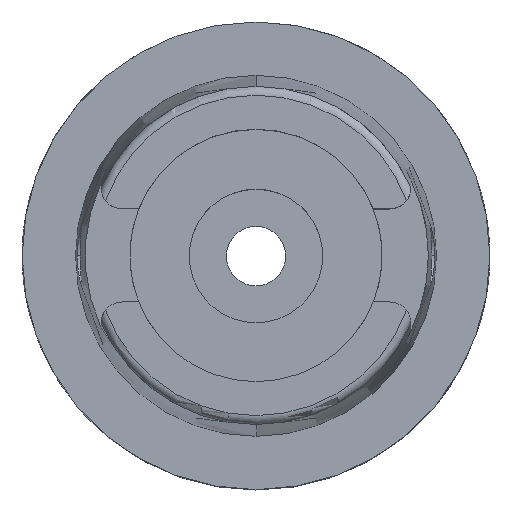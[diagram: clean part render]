
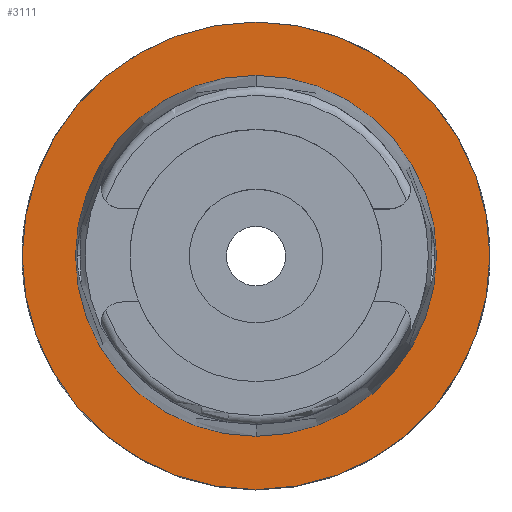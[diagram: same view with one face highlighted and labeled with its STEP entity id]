
A CAD part, top view. The second image highlights one B-rep face of the part: STEP entity #3111.
In plain terms, the highlighted planar face has unit normal (0, 0, 1).
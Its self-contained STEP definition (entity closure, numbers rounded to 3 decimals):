
#633=CARTESIAN_POINT('',(0.,0.,0.));
#634=DIRECTION('',(0.,0.,-1.));
#635=DIRECTION('',(0.,-1.,0.));
#636=AXIS2_PLACEMENT_3D('',#633,#634,#635);
#641=CARTESIAN_POINT('',(0.,0.,0.));
#642=DIRECTION('',(0.,0.,-1.));
#643=DIRECTION('',(0.,1.,0.));
#644=AXIS2_PLACEMENT_3D('',#641,#642,#643);
#649=CARTESIAN_POINT('',(0.,0.,0.));
#650=DIRECTION('',(0.,0.,1.));
#651=DIRECTION('',(0.,-1.,0.));
#652=AXIS2_PLACEMENT_3D('',#649,#650,#651);
#657=CARTESIAN_POINT('',(0.,0.,0.));
#658=DIRECTION('',(0.,0.,1.));
#659=DIRECTION('',(0.,1.,0.));
#660=AXIS2_PLACEMENT_3D('',#657,#658,#659);
#2455=CARTESIAN_POINT('',(0.,-24.315,0.));
#2456=VERTEX_POINT('',#2455);
#2457=CARTESIAN_POINT('',(0.,24.315,0.));
#2458=VERTEX_POINT('',#2457);
#2465=CARTESIAN_POINT('',(0.,-31.5,0.));
#2466=CARTESIAN_POINT('',(0.,31.5,0.));
#2467=VERTEX_POINT('',#2465);
#2468=VERTEX_POINT('',#2466);
#3096=CARTESIAN_POINT('',(0.,0.,0.));
#3097=DIRECTION('',(0.,0.,-1.));
#3098=DIRECTION('',(0.,-1.,0.));
#3099=AXIS2_PLACEMENT_3D('',#3096,#3097,#3098);
#3100=PLANE('',#3099);
#3102=ORIENTED_EDGE('',*,*,#3101,.T.);
#3104=ORIENTED_EDGE('',*,*,#3103,.T.);
#3105=EDGE_LOOP('',(#3102,#3104));
#3106=FACE_OUTER_BOUND('',#3105,.F.);
#3107=ORIENTED_EDGE('',*,*,#2969,.T.);
#3108=ORIENTED_EDGE('',*,*,#3070,.T.);
#3109=EDGE_LOOP('',(#3107,#3108));
#3110=FACE_BOUND('',#3109,.F.);
#637=CIRCLE('',#636,31.5);
#645=CIRCLE('',#644,31.5);
#653=CIRCLE('',#652,24.315);
#661=CIRCLE('',#660,24.315);
#2969=EDGE_CURVE('',#2456,#2458,#653,.T.);
#3070=EDGE_CURVE('',#2458,#2456,#661,.T.);
#3101=EDGE_CURVE('',#2467,#2468,#637,.T.);
#3103=EDGE_CURVE('',#2468,#2467,#645,.T.);
#3111=ADVANCED_FACE('',(#3106,#3110),#3100,.F.);
